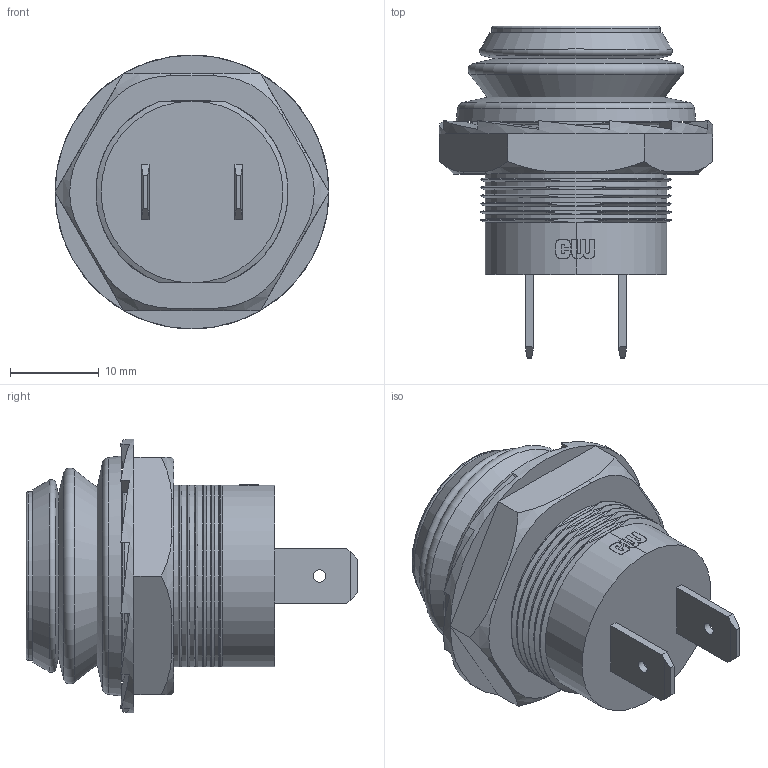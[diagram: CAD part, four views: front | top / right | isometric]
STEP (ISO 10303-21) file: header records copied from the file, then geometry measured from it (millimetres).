
FILE_DESCRIPTION(/* description */ (''),/* implementation_level */ '2;1');
FILE_NAME(/* name */ 'GPB553_IP65_3D Model.stp',/* time_stamp */ '2021-08-20T09:23:05-04:00',/* author */ ('dwiltbank'),/* organization */ (''),/* preprocessor_version */ 'ST-DEVELOPER v18.1',/* originating_system */ 'Autodesk Inventor 2020',/* authorisation */ '');
FILE_SCHEMA (('AUTOMOTIVE_DESIGN { 1 0 10303 214 3 1 1 }'));
Length unit declared in the file: inch
Products named in the file (1): GPB553_Shrinkwrap_1
Bounding box: 30.86 x 37.39 x 30.86 mm (x, y, z)
Volume: 11686.2 mm3; surface area: 5020.5 mm2
Topology: 3 solids, 3 shells, 203 faces, 554 edges, 364 vertices
Faces by surface type: plane 103, cylinder 38, cone 38, torus 24
Full cylindrical faces by diameter (mm): 1.397 x2, 18.999 x1, 20.498 x9, 25.781 x1, 30.861 x1
Entity records: 7134 total; most frequent: CARTESIAN_POINT 1762, ORIENTED_EDGE 1108, DIRECTION 1067, EDGE_CURVE 554, AXIS2_PLACEMENT_3D 413, VERTEX_POINT 364, LINE 241, VECTOR 241
